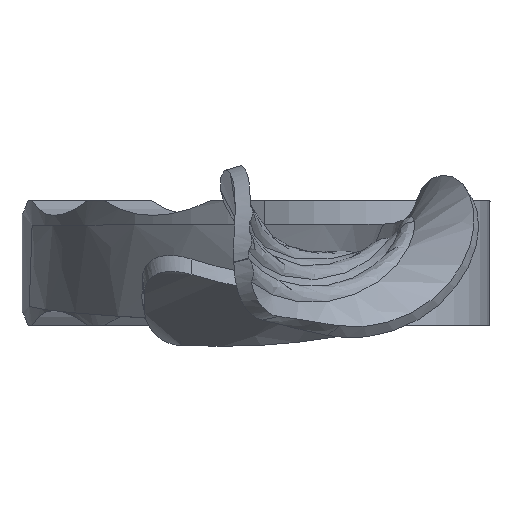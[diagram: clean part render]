
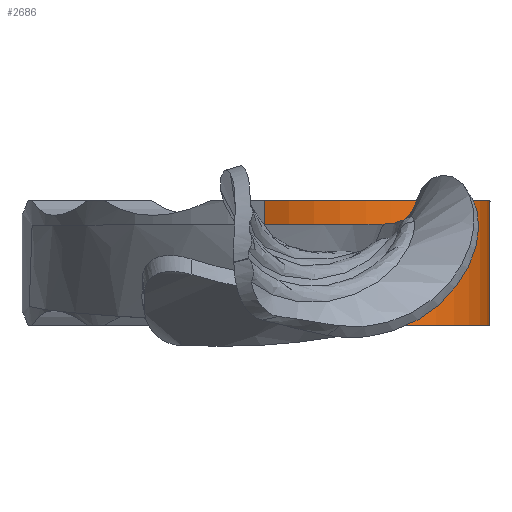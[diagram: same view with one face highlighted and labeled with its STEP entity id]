
A CAD part, left-side view. The second image highlights one B-rep face of the part: STEP entity #2686.
In plain terms, the highlighted cylindrical face has radius 19.486 mm (diameter 38.972 mm), a partial arc.
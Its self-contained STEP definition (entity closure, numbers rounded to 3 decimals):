
#837 = CARTESIAN_POINT ( 'NONE',  ( 19.346, 0.001, -2.258 ) ) ;
#850 = CARTESIAN_POINT ( 'NONE',  ( 19.346, 0.001, 3.52 ) ) ;
#916 = EDGE_CURVE ( 'NONE', #15072, #21111, #18353, .T. ) ;
#1115 = CARTESIAN_POINT ( 'NONE',  ( 19.256, 0.001, 5.191 ) ) ;
#1289 = EDGE_CURVE ( 'NONE', #6770, #15072, #14770, .T. ) ;
#1298 = EDGE_LOOP ( 'NONE', ( #12578, #7921, #3338, #16709, #12016, #7383, #20721, #16169 ) ) ;
#1797 = DIRECTION ( 'NONE',  ( 1., 0., 0. ) ) ;
#1984 = CARTESIAN_POINT ( 'NONE',  ( 19.346, 0.001, -1.768 ) ) ;
#2143 = DIRECTION ( 'NONE',  ( 0., 0., 1. ) ) ;
#2171 = DIRECTION ( 'NONE',  ( 0., 0., 1. ) ) ;
#2232 = CARTESIAN_POINT ( 'NONE',  ( 19.283, 0.001, -7.528 ) ) ;
#2254 = CARTESIAN_POINT ( 'NONE',  ( 19.256, 0.001, -7.052 ) ) ;
#2427 = DIRECTION ( 'NONE',  ( 0., 0., 1. ) ) ;
#2589 = CARTESIAN_POINT ( 'NONE',  ( 19.346, 0.001, -1.768 ) ) ;
#2602 = CARTESIAN_POINT ( 'NONE',  ( 19.346, 0.001, 3.699 ) ) ;
#2617 = CARTESIAN_POINT ( 'NONE',  ( 19.256, 0.001, -6.1 ) ) ;
#2644 = CARTESIAN_POINT ( 'NONE',  ( 19.342, 0.001, -8. ) ) ;
#2686 = ADVANCED_FACE ( 'NONE', ( #19373 ), #10034, .T. ) ;
#2695 = CARTESIAN_POINT ( 'NONE',  ( 19.284, 0.001, -5.625 ) ) ;
#2765 = CARTESIAN_POINT ( 'NONE',  ( 19.346, 0.001, -5.153 ) ) ;
#2837 = VERTEX_POINT ( 'NONE', #9301 ) ;
#2860 = CARTESIAN_POINT ( 'NONE',  ( 19.285, 0.001, 7.299 ) ) ;
#3009 = B_SPLINE_CURVE_WITH_KNOTS ( 'NONE', 3,
 ( #14963, #7982, #1115, #13266, #2860, #15038 ),
 .UNSPECIFIED., .F., .F.,
 ( 4, 2, 4 ),
 ( 0., 0.002, 0.004 ),
 .UNSPECIFIED. ) ;
#3314 = CARTESIAN_POINT ( 'NONE',  ( 19.486, 19.486, -8. ) ) ;
#3338 = ORIENTED_EDGE ( 'NONE', *, *, #14322, .F. ) ;
#3803 = VERTEX_POINT ( 'NONE', #16381 ) ;
#4242 = CARTESIAN_POINT ( 'NONE',  ( 19.346, 0.001, -4.92 ) ) ;
#4701 = CARTESIAN_POINT ( 'NONE',  ( 19.486, 19.486, 0. ) ) ;
#5016 = CARTESIAN_POINT ( 'NONE',  ( 19.342, 0.001, -8. ) ) ;
#5256 = EDGE_CURVE ( 'NONE', #21111, #9914, #7737, .T. ) ;
#5464 = CARTESIAN_POINT ( 'NONE',  ( 19.256, 0.001, 1.051 ) ) ;
#5628 = CARTESIAN_POINT ( 'NONE',  ( 19.346, 0.001, -5.153 ) ) ;
#5994 = CARTESIAN_POINT ( 'NONE',  ( 19.346, 0.001, -4.452 ) ) ;
#6005 = CARTESIAN_POINT ( 'NONE',  ( 19.346, 0.001, 2.646 ) ) ;
#6300 = CARTESIAN_POINT ( 'NONE',  ( 19.345, 0.001, 8. ) ) ;
#6606 = LINE ( 'NONE', #17970, #10653 ) ;
#6770 = VERTEX_POINT ( 'NONE', #21373 ) ;
#7030 = CARTESIAN_POINT ( 'NONE',  ( 19.346, 0.001, -1.768 ) ) ;
#7191 = CARTESIAN_POINT ( 'NONE',  ( 19.346, 0.001, 2.459 ) ) ;
#7383 = ORIENTED_EDGE ( 'NONE', *, *, #916, .T. ) ;
#7718 = CARTESIAN_POINT ( 'NONE',  ( 19.346, 0.001, -3.803 ) ) ;
#7727 = CARTESIAN_POINT ( 'NONE',  ( 19.346, 0.001, 2.87 ) ) ;
#7737 = B_SPLINE_CURVE_WITH_KNOTS ( 'NONE', 3,
 ( #12918, #4242, #16461, #5994, #18204, #7718, #19904, #9450, #21628, #11199, #837, #12994, #2589 ),
 .UNSPECIFIED., .F., .F.,
 ( 4, 3, 3, 3, 4 ),
 ( 0., 0.001, 0.002, 0.003, 0.003 ),
 .UNSPECIFIED. ) ;
#7921 = ORIENTED_EDGE ( 'NONE', *, *, #17472, .T. ) ;
#7982 = CARTESIAN_POINT ( 'NONE',  ( 19.285, 0.001, 4.488 ) ) ;
#9276 = AXIS2_PLACEMENT_3D ( 'NONE', #3314, #2171, #1797 ) ;
#9301 = CARTESIAN_POINT ( 'NONE',  ( 2.401, 28.856, 8. ) ) ;
#9450 = CARTESIAN_POINT ( 'NONE',  ( 19.346, 0.001, -3.153 ) ) ;
#9463 = CARTESIAN_POINT ( 'NONE',  ( 19.346, 0.001, 3.13 ) ) ;
#9914 = VERTEX_POINT ( 'NONE', #7030 ) ;
#10034 = CYLINDRICAL_SURFACE ( 'NONE', #13105, 19.486 ) ;
#10306 = EDGE_CURVE ( 'NONE', #9914, #13845, #18647, .T. ) ;
#10356 = CARTESIAN_POINT ( 'NONE',  ( 19.285, 0.001, -1.065 ) ) ;
#10653 = VECTOR ( 'NONE', #18189, 1000. ) ;
#11199 = CARTESIAN_POINT ( 'NONE',  ( 19.346, 0.001, -2.503 ) ) ;
#11213 = CARTESIAN_POINT ( 'NONE',  ( 19.346, 0.001, 3.39 ) ) ;
#11829 = CARTESIAN_POINT ( 'NONE',  ( 19.346, 0.001, 2.459 ) ) ;
#12016 = ORIENTED_EDGE ( 'NONE', *, *, #1289, .T. ) ;
#12578 = ORIENTED_EDGE ( 'NONE', *, *, #16287, .T. ) ;
#12828 = CARTESIAN_POINT ( 'NONE',  ( 19.486, 19.486, 8. ) ) ;
#12918 = CARTESIAN_POINT ( 'NONE',  ( 19.346, 0.001, -5.153 ) ) ;
#12929 = CARTESIAN_POINT ( 'NONE',  ( 19.346, 0.001, 2.459 ) ) ;
#12994 = CARTESIAN_POINT ( 'NONE',  ( 19.346, 0.001, -2.013 ) ) ;
#13007 = CARTESIAN_POINT ( 'NONE',  ( 19.346, 0.001, 3.61 ) ) ;
#13105 = AXIS2_PLACEMENT_3D ( 'NONE', #4701, #2143, #14307 ) ;
#13266 = CARTESIAN_POINT ( 'NONE',  ( 19.256, 0.001, 6.597 ) ) ;
#13845 = VERTEX_POINT ( 'NONE', #11829 ) ;
#14307 = DIRECTION ( 'NONE',  ( 1., 0., 0. ) ) ;
#14322 = EDGE_CURVE ( 'NONE', #2837, #20699, #21885, .T. ) ;
#14596 = DIRECTION ( 'NONE',  ( 1., 0., 0. ) ) ;
#14756 = AXIS2_PLACEMENT_3D ( 'NONE', #12828, #2427, #14596 ) ;
#14770 = CIRCLE ( 'NONE', #9276, 19.486 ) ;
#14775 = CARTESIAN_POINT ( 'NONE',  ( 19.346, 0.001, 3.788 ) ) ;
#14963 = CARTESIAN_POINT ( 'NONE',  ( 19.346, 0.001, 3.788 ) ) ;
#15038 = CARTESIAN_POINT ( 'NONE',  ( 19.345, 0.001, 8. ) ) ;
#15072 = VERTEX_POINT ( 'NONE', #5016 ) ;
#15924 = CARTESIAN_POINT ( 'NONE',  ( 19.256, 0.001, -0.36 ) ) ;
#16169 = ORIENTED_EDGE ( 'NONE', *, *, #10306, .T. ) ;
#16287 = EDGE_CURVE ( 'NONE', #13845, #3803, #21107, .T. ) ;
#16381 = CARTESIAN_POINT ( 'NONE',  ( 19.346, 0.001, 3.788 ) ) ;
#16461 = CARTESIAN_POINT ( 'NONE',  ( 19.346, 0.001, -4.686 ) ) ;
#16709 = ORIENTED_EDGE ( 'NONE', *, *, #19928, .T. ) ;
#17472 = EDGE_CURVE ( 'NONE', #3803, #20699, #3009, .T. ) ;
#17695 = CARTESIAN_POINT ( 'NONE',  ( 19.285, 0.001, 1.756 ) ) ;
#17970 = CARTESIAN_POINT ( 'NONE',  ( 2.401, 28.856, 8. ) ) ;
#18189 = DIRECTION ( 'NONE',  ( 0., 0., -1. ) ) ;
#18204 = CARTESIAN_POINT ( 'NONE',  ( 19.346, 0.001, -4.127 ) ) ;
#18218 = CARTESIAN_POINT ( 'NONE',  ( 19.346, 0.001, 2.739 ) ) ;
#18353 = B_SPLINE_CURVE_WITH_KNOTS ( 'NONE', 3,
 ( #2644, #2232, #2254, #2617, #2695, #2765 ),
 .UNSPECIFIED., .F., .F.,
 ( 4, 2, 4 ),
 ( 0., 0.001, 0.003 ),
 .UNSPECIFIED. ) ;
#18647 = B_SPLINE_CURVE_WITH_KNOTS ( 'NONE', 3,
 ( #1984, #10356, #15924, #5464, #17695, #7191 ),
 .UNSPECIFIED., .F., .F.,
 ( 4, 2, 4 ),
 ( 0., 0.002, 0.004 ),
 .UNSPECIFIED. ) ;
#19373 = FACE_OUTER_BOUND ( 'NONE', #1298, .T. ) ;
#19904 = CARTESIAN_POINT ( 'NONE',  ( 19.346, 0.001, -3.478 ) ) ;
#19914 = CARTESIAN_POINT ( 'NONE',  ( 19.346, 0.001, 3. ) ) ;
#19928 = EDGE_CURVE ( 'NONE', #2837, #6770, #6606, .T. ) ;
#20699 = VERTEX_POINT ( 'NONE', #6300 ) ;
#20721 = ORIENTED_EDGE ( 'NONE', *, *, #5256, .T. ) ;
#21107 = B_SPLINE_CURVE_WITH_KNOTS ( 'NONE', 3,
 ( #12929, #21574, #6005, #18218, #7727, #19914, #9463, #21641, #11213, #850, #13007, #2602, #14775 ),
 .UNSPECIFIED., .F., .F.,
 ( 4, 3, 3, 3, 4 ),
 ( 0., 0., 0.001, 0.001, 0.001 ),
 .UNSPECIFIED. ) ;
#21111 = VERTEX_POINT ( 'NONE', #5628 ) ;
#21373 = CARTESIAN_POINT ( 'NONE',  ( 2.401, 28.856, -8. ) ) ;
#21574 = CARTESIAN_POINT ( 'NONE',  ( 19.346, 0.001, 2.552 ) ) ;
#21628 = CARTESIAN_POINT ( 'NONE',  ( 19.346, 0.001, -2.828 ) ) ;
#21641 = CARTESIAN_POINT ( 'NONE',  ( 19.346, 0.001, 3.26 ) ) ;
#21885 = CIRCLE ( 'NONE', #14756, 19.486 ) ;
